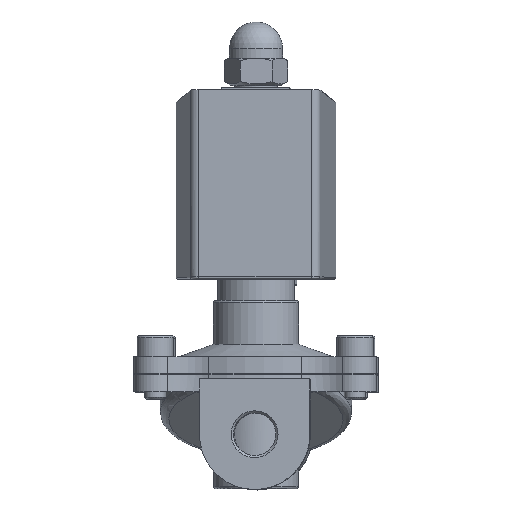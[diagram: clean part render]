
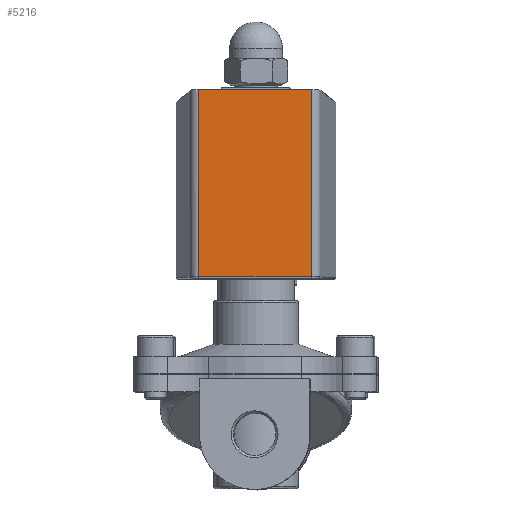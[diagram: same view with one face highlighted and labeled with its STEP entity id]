
A CAD part, top view. The second image highlights one B-rep face of the part: STEP entity #5216.
In plain terms, the highlighted face is planar.
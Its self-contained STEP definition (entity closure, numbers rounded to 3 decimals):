
#249=PLANE('',#5816);
#533=FACE_OUTER_BOUND('',#857,.T.);
#857=EDGE_LOOP('',(#4344,#4345,#4346,#4347));
#1123=LINE('',#9152,#1453);
#1145=LINE('',#9261,#1475);
#1151=LINE('',#9276,#1481);
#1217=LINE('',#9836,#1547);
#1453=VECTOR('',#6711,10.);
#1475=VECTOR('',#6851,10.);
#1481=VECTOR('',#6865,10.);
#1547=VECTOR('',#7145,10.);
#2237=VERTEX_POINT('',#9146);
#2238=VERTEX_POINT('',#9150);
#2266=VERTEX_POINT('',#9259);
#2271=VERTEX_POINT('',#9275);
#2839=EDGE_CURVE('',#2238,#2237,#1123,.T.);
#2893=EDGE_CURVE('',#2266,#2238,#1145,.T.);
#2900=EDGE_CURVE('',#2237,#2271,#1151,.T.);
#3039=EDGE_CURVE('',#2271,#2266,#1217,.T.);
#4344=ORIENTED_EDGE('',*,*,#2839,.F.);
#4345=ORIENTED_EDGE('',*,*,#2893,.F.);
#4346=ORIENTED_EDGE('',*,*,#3039,.F.);
#4347=ORIENTED_EDGE('',*,*,#2900,.F.);
#5216=ADVANCED_FACE('',(#533),#249,.T.);
#5816=AXIS2_PLACEMENT_3D('',#9843,#7153,#7154);
#6711=DIRECTION('',(-1.,0.,0.));
#6851=DIRECTION('',(0.,-1.,0.));
#6865=DIRECTION('',(0.,1.,0.));
#7145=DIRECTION('',(1.,0.,0.));
#7153=DIRECTION('center_axis',(0.,0.,1.));
#7154=DIRECTION('ref_axis',(1.,0.,0.));
#9146=CARTESIAN_POINT('',(-13.282,37.,58.));
#9150=CARTESIAN_POINT('',(13.282,37.,58.));
#9152=CARTESIAN_POINT('',(-7.5,37.,58.));
#9259=CARTESIAN_POINT('',(13.282,81.,58.));
#9261=CARTESIAN_POINT('',(13.282,36.5,58.));
#9275=CARTESIAN_POINT('',(-13.282,81.,58.));
#9276=CARTESIAN_POINT('',(-13.282,36.5,58.));
#9836=CARTESIAN_POINT('',(-15.,81.,58.));
#9843=CARTESIAN_POINT('Origin',(-15.,36.5,58.));
